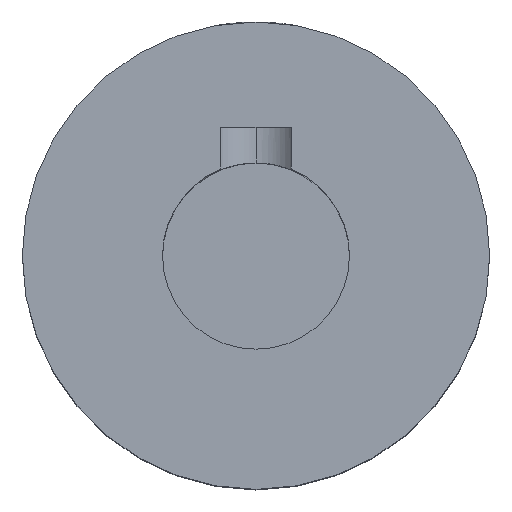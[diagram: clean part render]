
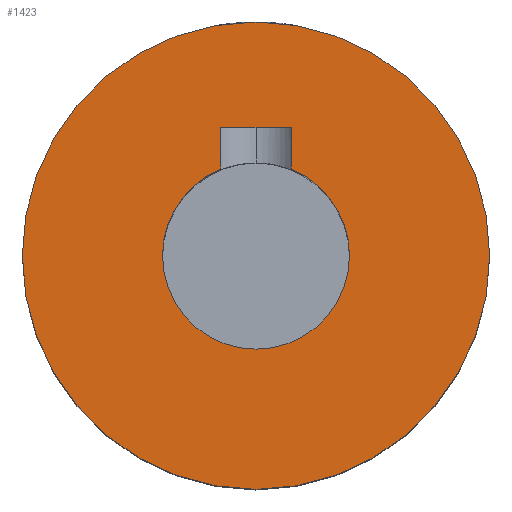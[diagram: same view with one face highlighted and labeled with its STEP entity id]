
A CAD part, top view. The second image highlights one B-rep face of the part: STEP entity #1423.
In plain terms, the highlighted planar face has unit normal (0, 0, 1).
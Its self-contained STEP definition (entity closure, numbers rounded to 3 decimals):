
#6 = EDGE_CURVE ( 'NONE', #310, #1606, #1519, .T. ) ;
#135 = DIRECTION ( 'NONE',  ( -1., 0., 0. ) ) ;
#166 = EDGE_CURVE ( 'NONE', #296, #1447, #592, .T. ) ;
#172 = DIRECTION ( 'NONE',  ( 0., 0., -1. ) ) ;
#176 = VECTOR ( 'NONE', #651, 1000. ) ;
#184 = CARTESIAN_POINT ( 'NONE',  ( -1.5, 5.5, 15. ) ) ;
#198 = ORIENTED_EDGE ( 'NONE', *, *, #215, .T. ) ;
#205 = ORIENTED_EDGE ( 'NONE', *, *, #1742, .F. ) ;
#215 = EDGE_CURVE ( 'NONE', #1606, #1850, #740, .T. ) ;
#228 = AXIS2_PLACEMENT_3D ( 'NONE', #1459, #392, #536 ) ;
#274 = CARTESIAN_POINT ( 'NONE',  ( -4., 0., 15. ) ) ;
#286 = ORIENTED_EDGE ( 'NONE', *, *, #6, .T. ) ;
#296 = VERTEX_POINT ( 'NONE', #1629 ) ;
#306 = CARTESIAN_POINT ( 'NONE',  ( 0., 0., 15. ) ) ;
#310 = VERTEX_POINT ( 'NONE', #274 ) ;
#314 = CARTESIAN_POINT ( 'NONE',  ( 10., 0., 15. ) ) ;
#392 = DIRECTION ( 'NONE',  ( 0., 0., 1. ) ) ;
#396 = DIRECTION ( 'NONE',  ( 0., 0., -1. ) ) ;
#413 = AXIS2_PLACEMENT_3D ( 'NONE', #1767, #1928, #708 ) ;
#418 = CARTESIAN_POINT ( 'NONE',  ( -1.5, 5.5, 15. ) ) ;
#461 = EDGE_CURVE ( 'NONE', #1447, #310, #613, .T. ) ;
#468 = CARTESIAN_POINT ( 'NONE',  ( 1.5, 5.5, 15. ) ) ;
#481 = CARTESIAN_POINT ( 'NONE',  ( 0., 0., 15. ) ) ;
#515 = DIRECTION ( 'NONE',  ( -1., 0., 0. ) ) ;
#516 = LINE ( 'NONE', #1825, #784 ) ;
#536 = DIRECTION ( 'NONE',  ( 1., 0., 0. ) ) ;
#592 = CIRCLE ( 'NONE', #1814, 4. ) ;
#601 = AXIS2_PLACEMENT_3D ( 'NONE', #1304, #396, #1330 ) ;
#613 = CIRCLE ( 'NONE', #1411, 4. ) ;
#623 = ORIENTED_EDGE ( 'NONE', *, *, #1664, .T. ) ;
#636 = DIRECTION ( 'NONE',  ( 1., 0., 0. ) ) ;
#651 = DIRECTION ( 'NONE',  ( 0., 1., 0. ) ) ;
#654 = DIRECTION ( 'NONE',  ( 0., 1., 0. ) ) ;
#677 = EDGE_LOOP ( 'NONE', ( #1336, #769 ) ) ;
#708 = DIRECTION ( 'NONE',  ( 1., 0., 0. ) ) ;
#740 = LINE ( 'NONE', #1416, #176 ) ;
#769 = ORIENTED_EDGE ( 'NONE', *, *, #1367, .T. ) ;
#784 = VECTOR ( 'NONE', #654, 1000. ) ;
#856 = EDGE_LOOP ( 'NONE', ( #623, #205, #1236, #1388, #286, #198 ) ) ;
#883 = PLANE ( 'NONE',  #982 ) ;
#896 = CARTESIAN_POINT ( 'NONE',  ( 0., 0., 15. ) ) ;
#982 = AXIS2_PLACEMENT_3D ( 'NONE', #896, #1029, #135 ) ;
#1023 = EDGE_CURVE ( 'NONE', #1686, #1405, #1474, .T. ) ;
#1029 = DIRECTION ( 'NONE',  ( 0., 0., -1. ) ) ;
#1159 = VERTEX_POINT ( 'NONE', #468 ) ;
#1236 = ORIENTED_EDGE ( 'NONE', *, *, #166, .T. ) ;
#1304 = CARTESIAN_POINT ( 'NONE',  ( 0., 0., 15. ) ) ;
#1326 = FACE_BOUND ( 'NONE', #856, .T. ) ;
#1330 = DIRECTION ( 'NONE',  ( -1., 0., 0. ) ) ;
#1336 = ORIENTED_EDGE ( 'NONE', *, *, #1023, .T. ) ;
#1367 = EDGE_CURVE ( 'NONE', #1405, #1686, #1809, .T. ) ;
#1388 = ORIENTED_EDGE ( 'NONE', *, *, #461, .T. ) ;
#1405 = VERTEX_POINT ( 'NONE', #1618 ) ;
#1411 = AXIS2_PLACEMENT_3D ( 'NONE', #481, #1820, #1553 ) ;
#1416 = CARTESIAN_POINT ( 'NONE',  ( -1.5, 0., 15. ) ) ;
#1423 = ADVANCED_FACE ( 'NONE', ( #1326, #1768 ), #883, .F. ) ;
#1447 = VERTEX_POINT ( 'NONE', #1774 ) ;
#1459 = CARTESIAN_POINT ( 'NONE',  ( 0., 0., 15. ) ) ;
#1474 = CIRCLE ( 'NONE', #228, 10. ) ;
#1519 = CIRCLE ( 'NONE', #601, 4. ) ;
#1541 = CARTESIAN_POINT ( 'NONE',  ( -1.5, 3.708, 15. ) ) ;
#1549 = LINE ( 'NONE', #184, #1564 ) ;
#1553 = DIRECTION ( 'NONE',  ( -1., 0., 0. ) ) ;
#1564 = VECTOR ( 'NONE', #636, 1000. ) ;
#1606 = VERTEX_POINT ( 'NONE', #1541 ) ;
#1618 = CARTESIAN_POINT ( 'NONE',  ( -10., 0., 15. ) ) ;
#1629 = CARTESIAN_POINT ( 'NONE',  ( 1.5, 3.708, 15. ) ) ;
#1664 = EDGE_CURVE ( 'NONE', #1850, #1159, #1549, .T. ) ;
#1686 = VERTEX_POINT ( 'NONE', #314 ) ;
#1742 = EDGE_CURVE ( 'NONE', #296, #1159, #516, .T. ) ;
#1767 = CARTESIAN_POINT ( 'NONE',  ( 0., 0., 15. ) ) ;
#1768 = FACE_OUTER_BOUND ( 'NONE', #677, .T. ) ;
#1774 = CARTESIAN_POINT ( 'NONE',  ( 4., 0., 15. ) ) ;
#1809 = CIRCLE ( 'NONE', #413, 10. ) ;
#1814 = AXIS2_PLACEMENT_3D ( 'NONE', #306, #172, #515 ) ;
#1820 = DIRECTION ( 'NONE',  ( 0., 0., -1. ) ) ;
#1825 = CARTESIAN_POINT ( 'NONE',  ( 1.5, 0., 15. ) ) ;
#1850 = VERTEX_POINT ( 'NONE', #418 ) ;
#1928 = DIRECTION ( 'NONE',  ( 0., 0., 1. ) ) ;
